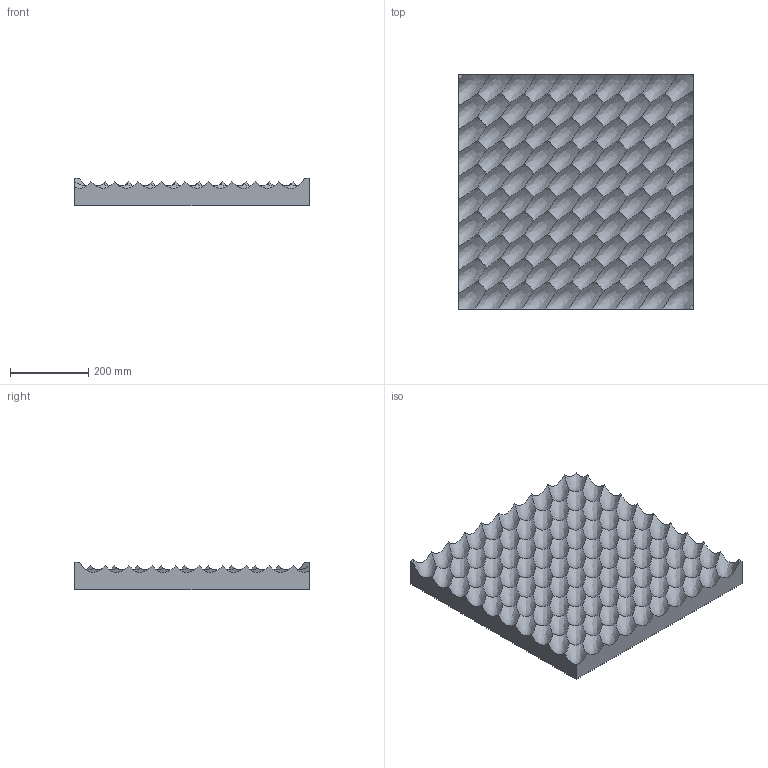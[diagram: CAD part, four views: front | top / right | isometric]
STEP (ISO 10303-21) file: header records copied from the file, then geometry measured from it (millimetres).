
FILE_DESCRIPTION(/* description */ (''),/* implementation_level */ '2;1');
FILE_NAME(/* name */ 'PALMET~1',/* time_stamp */ '2020-07-21T15:44:20-04:00',/* author */ (''),/* organization */ (''),/* preprocessor_version */ 'ST-DEVELOPER v16.5',/* originating_system */ '',/* authorisation */ '');
FILE_SCHEMA (('AUTOMOTIVE_DESIGN'));
Length unit declared in the file: millimetre
Products named in the file (1): Document
Bounding box: 600 x 600 x 70 mm (x, y, z)
Volume: 15185307.7 mm3; surface area: 949822 mm2
Topology: 1 solids, 1 shells, 107 faces, 315 edges, 210 vertices
Faces by surface type: bspline 100, plane 7
Entity records: 6863 total; most frequent: CARTESIAN_POINT 4929, ORIENTED_EDGE 630, EDGE_CURVE 315, B_SPLINE_CURVE_WITH_KNOTS 315, VERTEX_POINT 210, ADVANCED_FACE 107, FACE_OUTER_BOUND 107, EDGE_LOOP 107
